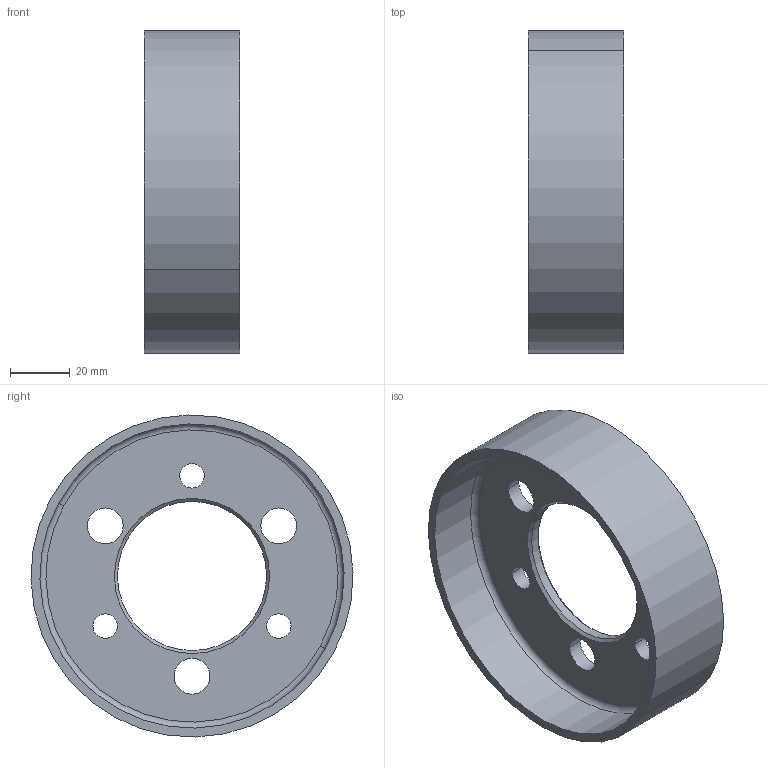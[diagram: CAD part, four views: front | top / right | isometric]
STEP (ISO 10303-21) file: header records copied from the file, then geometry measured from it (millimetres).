
FILE_DESCRIPTION(('CATIA V5 STEP Exchange'),'2;1');
FILE_NAME('poulie pompe a eau.stp','2017-01-02T21:09:45+00:00',('none'),('none'),'CATIA Version 5 Release 19 SP 2 (IN-10)','CATIA V5 STEP AP203','none');
FILE_SCHEMA(('CONFIG_CONTROL_DESIGN'));
Length unit declared in the file: millimetre
Products named in the file (1): Part1
Bounding box: 32 x 107.97 x 107.97 mm (x, y, z)
Volume: 60603.7 mm3; surface area: 33910.8 mm2
Topology: 1 solids, 1 shells, 32 faces, 76 edges, 48 vertices
Faces by surface type: cylinder 20, plane 4, torus 4, cone 4
Entity records: 911 total; most frequent: ORIENTED_EDGE 152, CARTESIAN_POINT 146, DIRECTION 118, EDGE_CURVE 76, AXIS2_PLACEMENT_3D 74, CIRCLE 52, EDGE_LOOP 48, VERTEX_POINT 48
